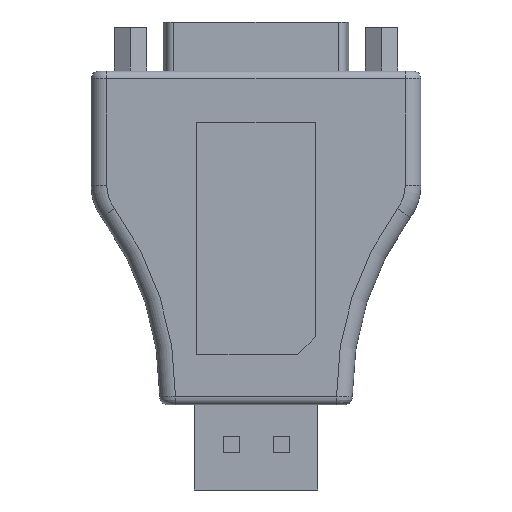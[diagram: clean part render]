
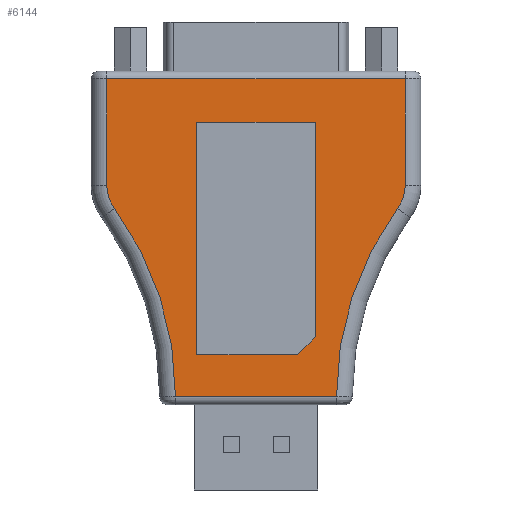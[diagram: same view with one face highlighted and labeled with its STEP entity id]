
A CAD part, front view. The second image highlights one B-rep face of the part: STEP entity #6144.
In plain terms, the highlighted planar face has unit normal (0, -1, 0).
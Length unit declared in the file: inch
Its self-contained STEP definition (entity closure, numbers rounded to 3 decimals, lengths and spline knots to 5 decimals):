
#6144 = ADVANCED_FACE ( 'NONE', ( #13098, #13094 ), #13002, .F. ) ;
#6145 = ORIENTED_EDGE ( 'NONE', *, *, #6150, .F. ) ;
#6149 = ORIENTED_EDGE ( 'NONE', *, *, #36025, .F. ) ;
#6150 = EDGE_CURVE ( 'NONE', #36024, #36014, #13073, .T. ) ;
#6154 = EDGE_LOOP ( 'NONE', ( #6162, #36007, #6161, #36062, #36068, #36072, #36058, #35988 ) ) ;
#6156 = VERTEX_POINT ( 'NONE', #13170 ) ;
#6157 = VERTEX_POINT ( 'NONE', #13165 ) ;
#6159 = EDGE_CURVE ( 'NONE', #6157, #36024, #13164, .T. ) ;
#6161 = ORIENTED_EDGE ( 'NONE', *, *, #36008, .T. ) ;
#6162 = ORIENTED_EDGE ( 'NONE', *, *, #35994, .T. ) ;
#13002 = PLANE ( 'NONE',  #13093 ) ;
#13055 = DIRECTION ( 'NONE',  ( 0., 0., -1. ) ) ;
#13057 = VECTOR ( 'NONE', #13055, 39.37008 ) ;
#13060 = CARTESIAN_POINT ( 'NONE',  ( -0.302, -0.331, 0.59 ) ) ;
#13073 = LINE ( 'NONE', #13060, #13057 ) ;
#13076 = DIRECTION ( 'NONE',  ( 0., 0., 1. ) ) ;
#13078 = DIRECTION ( 'NONE',  ( 0., 1., 0. ) ) ;
#13079 = CARTESIAN_POINT ( 'NONE',  ( 0.84, -0.331, 0.85 ) ) ;
#13093 = AXIS2_PLACEMENT_3D ( 'NONE', #13079, #13078, #13076 ) ;
#13094 = FACE_OUTER_BOUND ( 'NONE', #6154, .T. ) ;
#13098 = FACE_BOUND ( 'NONE', #36021, .T. ) ;
#13142 = DIRECTION ( 'NONE',  ( -1., 0., 0. ) ) ;
#13143 = VECTOR ( 'NONE', #13142, 39.37008 ) ;
#13145 = CARTESIAN_POINT ( 'NONE',  ( -0.302, -0.331, 0.59 ) ) ;
#13164 = LINE ( 'NONE', #13145, #13143 ) ;
#13165 = CARTESIAN_POINT ( 'NONE',  ( 0.302, -0.331, 0.59 ) ) ;
#13170 = CARTESIAN_POINT ( 'NONE',  ( 0.76, -0.331, 0.81 ) ) ;
#23322 = CIRCLE ( 'NONE', #23488, 0.2 ) ;
#23488 = AXIS2_PLACEMENT_3D ( 'NONE', #23500, #23499, #23496 ) ;
#23496 = DIRECTION ( 'NONE',  ( 0., 0., 1. ) ) ;
#23499 = DIRECTION ( 'NONE',  ( 0., -1., 0. ) ) ;
#23500 = CARTESIAN_POINT ( 'NONE',  ( -0.56, -0.331, 0.26892 ) ) ;
#23594 = AXIS2_PLACEMENT_3D ( 'NONE', #23652, #23651, #23650 ) ;
#23606 = CIRCLE ( 'NONE', #23594, 1.61 ) ;
#23636 = CARTESIAN_POINT ( 'NONE',  ( -0.41023, -0.331, -0.81 ) ) ;
#23646 = DIRECTION ( 'NONE',  ( 0.707, 0., 0.707 ) ) ;
#23647 = CARTESIAN_POINT ( 'NONE',  ( 0.302, -0.331, -0.504 ) ) ;
#23648 = LINE ( 'NONE', #23647, #23706 ) ;
#23650 = DIRECTION ( 'NONE',  ( 0., 0., 1. ) ) ;
#23651 = DIRECTION ( 'NONE',  ( 0., 1., 0. ) ) ;
#23652 = CARTESIAN_POINT ( 'NONE',  ( 2.0202, -0.331, -0.80061 ) ) ;
#23653 = CARTESIAN_POINT ( 'NONE',  ( -0.76, -0.331, 0.81 ) ) ;
#23655 = CARTESIAN_POINT ( 'NONE',  ( 0.84, -0.331, -0.81 ) ) ;
#23656 = LINE ( 'NONE', #23655, #23767 ) ;
#23657 = CARTESIAN_POINT ( 'NONE',  ( 0.76, -0.331, 0.26892 ) ) ;
#23698 = CARTESIAN_POINT ( 'NONE',  ( -0.76, -0.331, 0.26892 ) ) ;
#23699 = CARTESIAN_POINT ( 'NONE',  ( -0.72135, -0.331, 0.15074 ) ) ;
#23700 = CARTESIAN_POINT ( 'NONE',  ( 0.41023, -0.331, -0.81 ) ) ;
#23702 = DIRECTION ( 'NONE',  ( 0., 0., 1. ) ) ;
#23703 = VECTOR ( 'NONE', #23702, 39.37008 ) ;
#23704 = CARTESIAN_POINT ( 'NONE',  ( 0.76, -0.331, 0.85 ) ) ;
#23705 = LINE ( 'NONE', #23704, #23703 ) ;
#23706 = VECTOR ( 'NONE', #23646, 39.37008 ) ;
#23736 = DIRECTION ( 'NONE',  ( 0., 0., 1. ) ) ;
#23737 = VECTOR ( 'NONE', #23736, 39.37008 ) ;
#23738 = CARTESIAN_POINT ( 'NONE',  ( 0.212, -0.331, -0.594 ) ) ;
#23742 = CARTESIAN_POINT ( 'NONE',  ( 0.302, -0.331, 0.59 ) ) ;
#23743 = LINE ( 'NONE', #23742, #23737 ) ;
#23756 = CARTESIAN_POINT ( 'NONE',  ( -0.302, -0.331, -0.594 ) ) ;
#23758 = DIRECTION ( 'NONE',  ( 0., 0., -1. ) ) ;
#23759 = VECTOR ( 'NONE', #23758, 39.37008 ) ;
#23762 = CARTESIAN_POINT ( 'NONE',  ( -0.76, -0.331, 0.26892 ) ) ;
#23764 = CARTESIAN_POINT ( 'NONE',  ( 0.302, -0.331, -0.504 ) ) ;
#23765 = LINE ( 'NONE', #23762, #23759 ) ;
#23766 = DIRECTION ( 'NONE',  ( 1., 0., 0. ) ) ;
#23767 = VECTOR ( 'NONE', #23766, 39.37008 ) ;
#23781 = DIRECTION ( 'NONE',  ( -1., 0., 0. ) ) ;
#23782 = VECTOR ( 'NONE', #23781, 39.37008 ) ;
#23785 = CARTESIAN_POINT ( 'NONE',  ( 0.84, -0.331, 0.81 ) ) ;
#23786 = LINE ( 'NONE', #23785, #23782 ) ;
#23787 = DIRECTION ( 'NONE',  ( 1., 0., 0. ) ) ;
#23788 = VECTOR ( 'NONE', #23787, 39.37008 ) ;
#23789 = CARTESIAN_POINT ( 'NONE',  ( -0.302, -0.331, -0.594 ) ) ;
#23796 = CARTESIAN_POINT ( 'NONE',  ( -0.302, -0.331, 0.59 ) ) ;
#23798 = LINE ( 'NONE', #23789, #23788 ) ;
#23848 = DIRECTION ( 'NONE',  ( 0., 0., 1. ) ) ;
#23849 = DIRECTION ( 'NONE',  ( 0., 1., 0. ) ) ;
#23850 = CARTESIAN_POINT ( 'NONE',  ( -2.0202, -0.331, -0.80061 ) ) ;
#23858 = CIRCLE ( 'NONE', #23861, 1.61 ) ;
#23860 = CARTESIAN_POINT ( 'NONE',  ( 0.72135, -0.331, 0.15074 ) ) ;
#23861 = AXIS2_PLACEMENT_3D ( 'NONE', #23850, #23849, #23848 ) ;
#23897 = AXIS2_PLACEMENT_3D ( 'NONE', #23939, #23926, #23925 ) ;
#23925 = DIRECTION ( 'NONE',  ( 0., 0., 1. ) ) ;
#23926 = DIRECTION ( 'NONE',  ( 0., -1., 0. ) ) ;
#23939 = CARTESIAN_POINT ( 'NONE',  ( 0.56, -0.331, 0.26892 ) ) ;
#23949 = CIRCLE ( 'NONE', #23897, 0.2 ) ;
#35983 = EDGE_CURVE ( 'NONE', #36004, #36060, #23606, .T. ) ;
#35987 = ORIENTED_EDGE ( 'NONE', *, *, #6159, .F. ) ;
#35988 = ORIENTED_EDGE ( 'NONE', *, *, #36111, .T. ) ;
#35989 = VERTEX_POINT ( 'NONE', #23653 ) ;
#35990 = VERTEX_POINT ( 'NONE', #23636 ) ;
#35992 = ORIENTED_EDGE ( 'NONE', *, *, #36016, .F. ) ;
#35993 = EDGE_CURVE ( 'NONE', #36018, #36019, #23648, .T. ) ;
#35994 = EDGE_CURVE ( 'NONE', #35997, #6156, #23705, .T. ) ;
#35996 = ORIENTED_EDGE ( 'NONE', *, *, #35993, .F. ) ;
#35997 = VERTEX_POINT ( 'NONE', #23657 ) ;
#35998 = EDGE_CURVE ( 'NONE', #35990, #36004, #23656, .T. ) ;
#35999 = VERTEX_POINT ( 'NONE', #23699 ) ;
#36001 = VERTEX_POINT ( 'NONE', #23698 ) ;
#36004 = VERTEX_POINT ( 'NONE', #23700 ) ;
#36007 = ORIENTED_EDGE ( 'NONE', *, *, #36027, .T. ) ;
#36008 = EDGE_CURVE ( 'NONE', #35989, #36001, #23765, .T. ) ;
#36014 = VERTEX_POINT ( 'NONE', #23756 ) ;
#36016 = EDGE_CURVE ( 'NONE', #36019, #6157, #23743, .T. ) ;
#36018 = VERTEX_POINT ( 'NONE', #23738 ) ;
#36019 = VERTEX_POINT ( 'NONE', #23764 ) ;
#36021 = EDGE_LOOP ( 'NONE', ( #6149, #6145, #35987, #35992, #35996 ) ) ;
#36024 = VERTEX_POINT ( 'NONE', #23796 ) ;
#36025 = EDGE_CURVE ( 'NONE', #36014, #36018, #23798, .T. ) ;
#36027 = EDGE_CURVE ( 'NONE', #6156, #35989, #23786, .T. ) ;
#36054 = EDGE_CURVE ( 'NONE', #36001, #35999, #23322, .T. ) ;
#36058 = ORIENTED_EDGE ( 'NONE', *, *, #35983, .T. ) ;
#36060 = VERTEX_POINT ( 'NONE', #23860 ) ;
#36062 = ORIENTED_EDGE ( 'NONE', *, *, #36054, .T. ) ;
#36063 = EDGE_CURVE ( 'NONE', #35999, #35990, #23858, .T. ) ;
#36068 = ORIENTED_EDGE ( 'NONE', *, *, #36063, .T. ) ;
#36072 = ORIENTED_EDGE ( 'NONE', *, *, #35998, .T. ) ;
#36111 = EDGE_CURVE ( 'NONE', #36060, #35997, #23949, .T. ) ;
